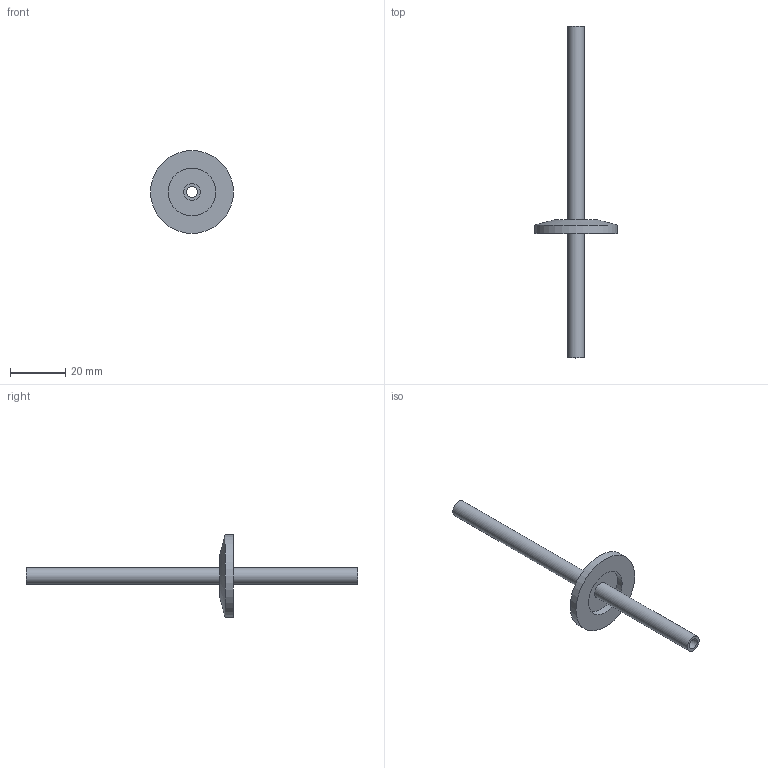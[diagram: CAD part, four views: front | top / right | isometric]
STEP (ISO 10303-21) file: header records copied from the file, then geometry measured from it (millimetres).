
FILE_DESCRIPTION(/* description */ (''),/* implementation_level */ '2;1');
FILE_NAME(/* name */ 'FL-LF1-6MM-16KF.stp',/* time_stamp */ '2020-11-23T08:16:34+00:00',/* author */ ('Paul'),/* organization */ (''),/* preprocessor_version */ 'ST-DEVELOPER v18.1',/* originating_system */ 'Autodesk Inventor 2021',/* authorisation */ '');
FILE_SCHEMA (('AUTOMOTIVE_DESIGN { 1 0 10303 214 3 1 1 }'));
Length unit declared in the file: millimetre
Products named in the file (3): FL-LF1-6MM-16KF; 6mm tube for tube end version; FL-16KF
Assembly tree (2 placements, depth 2):
  FL-LF1-6MM-16KF
    6mm tube for tube end version
    FL-16KF
Bounding box: 30 x 120 x 30 mm (x, y, z)
Volume: 4180.9 mm3; surface area: 5642.1 mm2
Topology: 2 solids, 2 shells, 11 faces, 17 edges, 11 vertices
Faces by surface type: cylinder 5, plane 5, cone 1
Full cylindrical faces by diameter (mm): 4 x1, 6 x2, 17.2 x1, 30 x1
Entity records: 376 total; most frequent: DIRECTION 60, CARTESIAN_POINT 44, ORIENTED_EDGE 34, AXIS2_PLACEMENT_3D 27, EDGE_CURVE 17, EDGE_LOOP 16, FACE_OUTER_BOUND 11, CIRCLE 11
